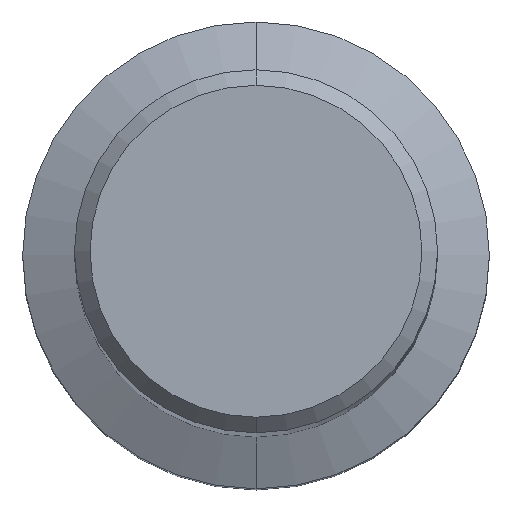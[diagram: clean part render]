
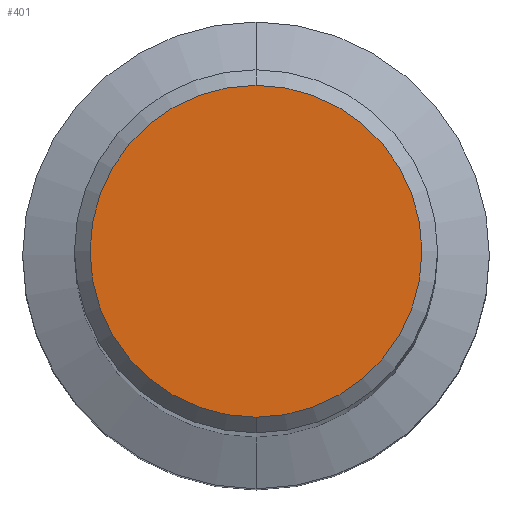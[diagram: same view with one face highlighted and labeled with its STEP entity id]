
A CAD part, top view. The second image highlights one B-rep face of the part: STEP entity #401.
In plain terms, the highlighted planar face has unit normal (0, 0, 1).
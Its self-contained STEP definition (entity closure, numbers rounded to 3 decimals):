
#223=EDGE_CURVE('',#513,#399,#579,.T.);
#355=EDGE_CURVE('',#399,#513,#719,.T.);
#399=VERTEX_POINT('',#768);
#401=ADVANCED_FACE('',(#770),#771,.T.);
#513=VERTEX_POINT('',#904);
#579=CIRCLE('',#1006,6.4);
#719=CIRCLE('',#1270,6.4);
#768=CARTESIAN_POINT('',(0.0,6.4,0.0));
#770=FACE_OUTER_BOUND('',#1352,.T.);
#771=PLANE('',#1353);
#904=CARTESIAN_POINT('',(0.,-6.4,0.0));
#1006=AXIS2_PLACEMENT_3D('',#1725,#1726,#1727);
#1270=AXIS2_PLACEMENT_3D('',#1870,#1871,#1872);
#1352=EDGE_LOOP('',(#1924,#1925));
#1353=AXIS2_PLACEMENT_3D('',#1926,#1927,#1928);
#1725=CARTESIAN_POINT('',(0.0,0.0,0.0));
#1726=DIRECTION('',(0.0,0.0,-1.0));
#1727=DIRECTION('',(0.0,1.0,0.0));
#1870=CARTESIAN_POINT('',(0.0,0.0,0.0));
#1871=DIRECTION('',(0.0,0.0,-1.0));
#1872=DIRECTION('',(0.0,1.0,0.0));
#1924=ORIENTED_EDGE('',*,*,#355,.F.);
#1925=ORIENTED_EDGE('',*,*,#223,.F.);
#1926=CARTESIAN_POINT('',(0.0,3.2,0.0));
#1927=DIRECTION('',(-0.0,0.0,1.0));
#1928=DIRECTION('',(0.0,-1.0,0.0));
